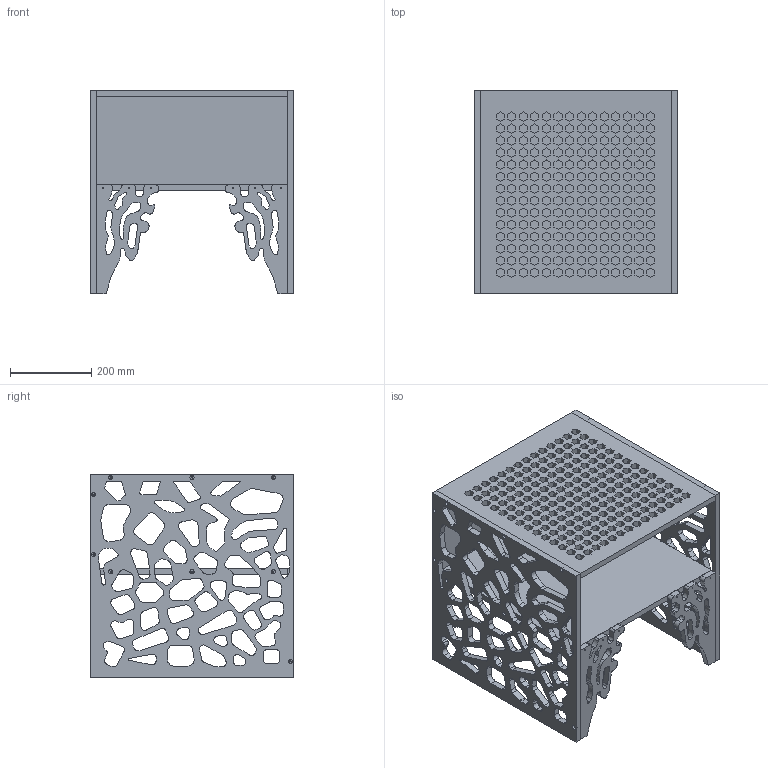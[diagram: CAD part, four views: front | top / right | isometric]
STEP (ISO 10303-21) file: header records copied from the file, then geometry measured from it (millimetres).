
FILE_DESCRIPTION(/* description */ (''),/* implementation_level */ '2;1');
FILE_NAME(/* name */ 'Kommode 15mm Schichtholz v8.step',/* time_stamp */ '2019-05-20T21:48:28+02:00',/* author */ ('rumpfQWP72'),/* organization */ (''),/* preprocessor_version */ 'ST-DEVELOPER v18',/* originating_system */ 'Autodesk Translation Framework v8.2.0.1029',/* authorisation */ '');
FILE_SCHEMA (('AUTOMOTIVE_DESIGN { 1 0 10303 214 3 1 1 }'));
Products named in the file (7): Kommode 15mm Schichtholz; Top; seite rechts; seite links; Rückseite; Fuß rechts; unten platte
Assembly tree (7 placements, depth 2):
  Kommode 15mm Schichtholz
    Top
    seite rechts
    seite links
    Fuß rechts  x2
    Rückseite
    unten platte
Bounding box: 500 x 500 x 500 mm (x, y, z)
Volume: 12428351.1 mm3; surface area: 2315546.5 mm2
Topology: 7 solids, 7 shells, 2414 faces, 7212 edges, 4832 vertices
Faces by surface type: plane 1801, cylinder 613
Full cylindrical faces by diameter (mm): 3 x26, 10 x20
Entity records: 77760 total; most frequent: CARTESIAN_POINT 13672, ORIENTED_EDGE 13626, DIRECTION 12547, EDGE_CURVE 6813, LINE 5669, VECTOR 5669, VERTEX_POINT 4564, AXIS2_PLACEMENT_3D 3439
